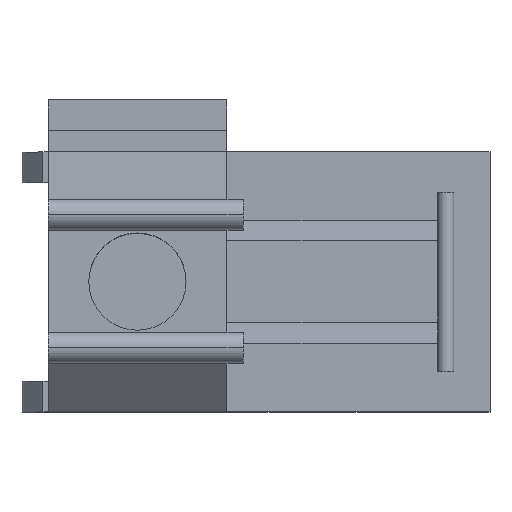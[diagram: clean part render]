
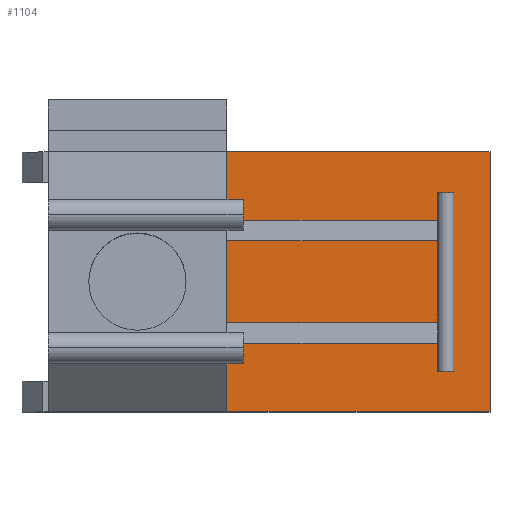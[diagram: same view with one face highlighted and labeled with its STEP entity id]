
A CAD part, top view. The second image highlights one B-rep face of the part: STEP entity #1104.
In plain terms, the highlighted planar face has unit normal (0, 0, 1).
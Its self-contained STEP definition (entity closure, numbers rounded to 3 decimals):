
#972=CARTESIAN_POINT('',(5.54,-5.08,6.5));
#973=VERTEX_POINT('',#972);
#980=CARTESIAN_POINT('',(-4.75,-5.08,6.5));
#981=VERTEX_POINT('',#980);
#982=CARTESIAN_POINT('',(5.54,-5.08,6.5));
#983=DIRECTION('',(-1.0,0.0,0.0));
#984=VECTOR('',#983,10.29);
#985=LINE('',#982,#984);
#986=EDGE_CURVE('',#973,#981,#985,.T.);
#1041=CARTESIAN_POINT('',(-4.75,5.08,6.5));
#1042=VERTEX_POINT('',#1041);
#1055=CARTESIAN_POINT('',(-4.75,-5.08,6.5));
#1056=DIRECTION('',(0.0,1.0,0.0));
#1057=VECTOR('',#1056,10.16);
#1058=LINE('',#1055,#1057);
#1059=EDGE_CURVE('',#981,#1042,#1058,.T.);
#1069=CARTESIAN_POINT('',(5.54,5.08,6.5));
#1070=VERTEX_POINT('',#1069);
#1077=CARTESIAN_POINT('',(5.54,-5.08,6.5));
#1078=DIRECTION('',(0.0,1.0,0.0));
#1079=VECTOR('',#1078,10.16);
#1080=LINE('',#1077,#1079);
#1081=EDGE_CURVE('',#973,#1070,#1080,.T.);
#1088=CARTESIAN_POINT('',(5.54,-5.08,6.5));
#1089=DIRECTION('',(0.0,0.0,1.0));
#1090=DIRECTION('',(0.0,1.0,0.0));
#1091=AXIS2_PLACEMENT_3D('',#1088,#1089,#1090);
#1092=PLANE('',#1091);
#1093=CARTESIAN_POINT('',(5.54,5.08,6.5));
#1094=DIRECTION('',(-1.0,0.0,0.0));
#1095=VECTOR('',#1094,10.29);
#1096=LINE('',#1093,#1095);
#1097=EDGE_CURVE('',#1070,#1042,#1096,.T.);
#1098=ORIENTED_EDGE('',*,*,#1097,.T.);
#1099=ORIENTED_EDGE('',*,*,#1059,.F.);
#1100=ORIENTED_EDGE('',*,*,#986,.F.);
#1101=ORIENTED_EDGE('',*,*,#1081,.T.);
#1102=EDGE_LOOP('',(#1098,#1099,#1100,#1101));
#1103=FACE_OUTER_BOUND('',#1102,.T.);
#1104=ADVANCED_FACE('',(#1103),#1092,.T.);
